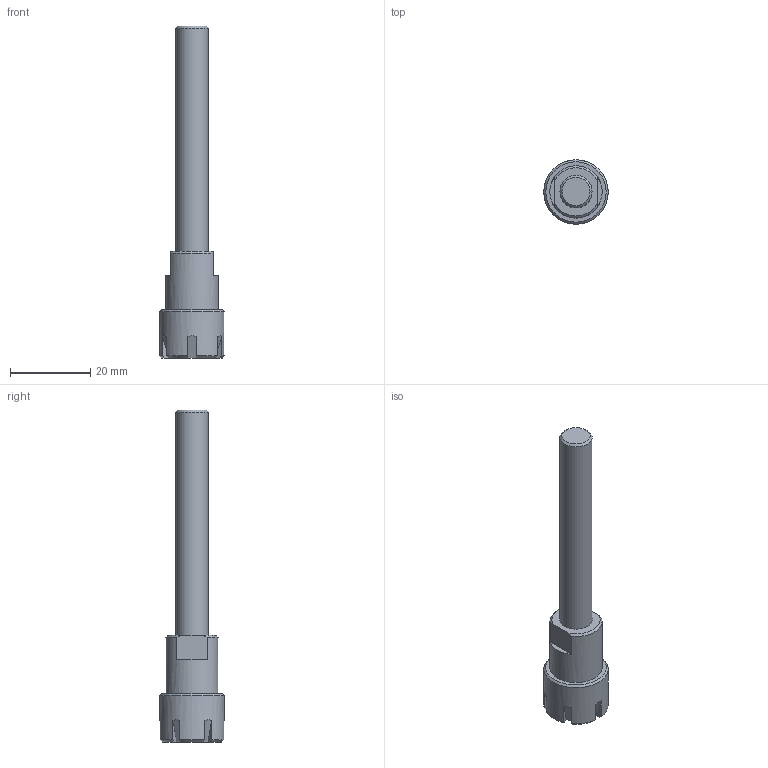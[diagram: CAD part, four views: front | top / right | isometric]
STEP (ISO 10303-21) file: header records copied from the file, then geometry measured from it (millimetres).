
FILE_DESCRIPTION(/* description */ (''),/* implementation_level */ '2;1');
FILE_NAME(/* name */ '1504190518006.stp',/* time_stamp */ '2017-08-31T16:42:05+02:00',/* author */ (''),/* organization */ ('SMS'),/* preprocessor_version */ 'ST-DEVELOPER v15',/* originating_system */ 'SIEMENS PLM Software NX 8.5',/* authorisation */ '');
FILE_SCHEMA (('AUTOMOTIVE_DESIGN { 1 0 10303 214 3 1 1 1 }'));
Length unit declared in the file: millimetre
Products named in the file (1): 393.14-08 11 056
Bounding box: 16 x 16 x 82.5 mm (x, y, z)
Volume: 5739.5 mm3; surface area: 3580.9 mm2
Topology: 1 solids, 1 shells, 50 faces, 122 edges, 79 vertices
Faces by surface type: plane 29, cone 12, cylinder 7, torus 2
Full cylindrical faces by diameter (mm): 8 x1, 9 x1, 9.9 x1, 12 x1, 13 x1, 13.3 x1, 16 x1
Entity records: 1463 total; most frequent: CARTESIAN_POINT 294, DIRECTION 240, ORIENTED_EDGE 214, EDGE_CURVE 107, AXIS2_PLACEMENT_3D 95, VERTEX_POINT 77, EDGE_LOOP 68, LINE 50
